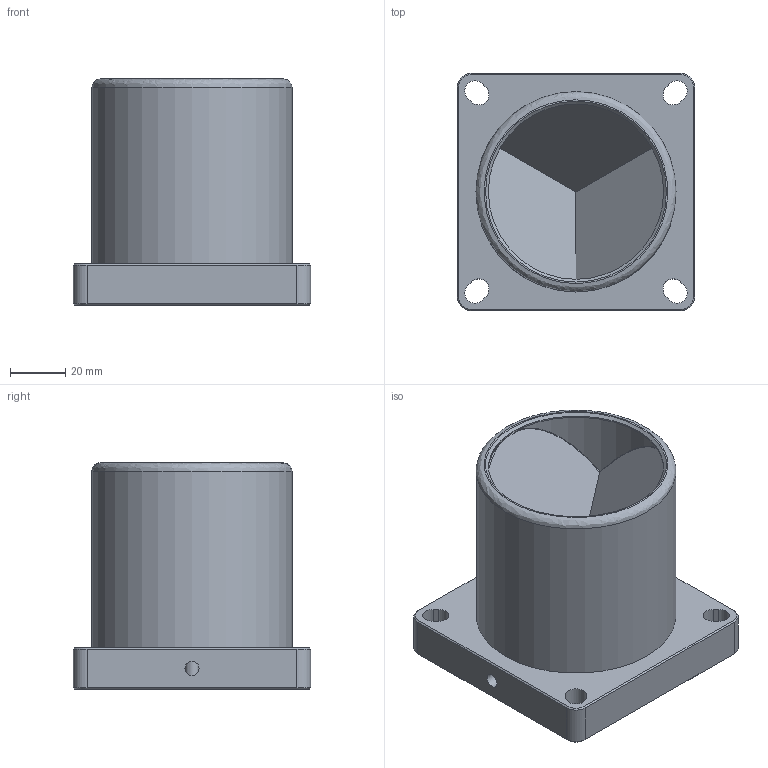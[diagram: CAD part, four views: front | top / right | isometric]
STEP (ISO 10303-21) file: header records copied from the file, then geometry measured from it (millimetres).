
FILE_DESCRIPTION (( 'STEP AP203' ), '1' );
FILE_NAME ('笢諾隙扞ん HR25.STEP', '2025-05-16T03:53:01', ( 'Windows User' ), ( 'P R C' ), 'SwSTEP 2.0', 'SolidWorks 2020', '' );
FILE_SCHEMA (( 'CONFIG_CONTROL_DESIGN' ));
Length unit declared in the file: millimetre
Products named in the file (1): 笢諾隙扞ん HR25
Bounding box: 86 x 86 x 82 mm (x, y, z)
Surface area: 55952.7 mm2 (no closed solid volume)
Topology: 0 solids, 4 shells, 71 faces, 184 edges, 117 vertices
Faces by surface type: plane 29, cylinder 26, cone 9, bspline 7
Full cylindrical faces by diameter (mm): 5 x6, 5.105 x5, 63.5 x1, 69.3 x1, 72.5 x1
Entity records: 3388 total; most frequent: CARTESIAN_POINT 1677, DIRECTION 330, ORIENTED_EDGE 305, EDGE_CURVE 165, AXIS2_PLACEMENT_3D 126, VERTEX_POINT 114, EDGE_LOOP 108, FACE_OUTER_BOUND 86
